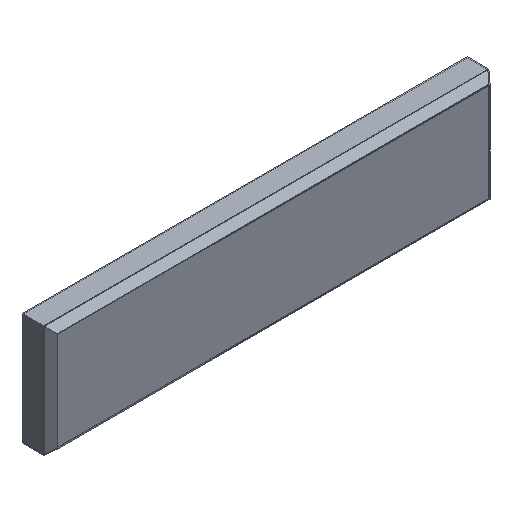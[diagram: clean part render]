
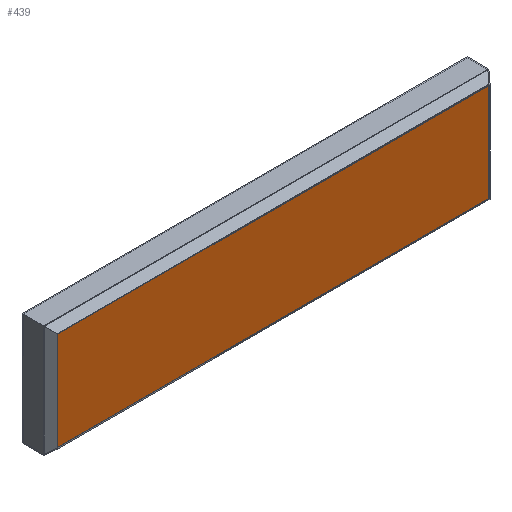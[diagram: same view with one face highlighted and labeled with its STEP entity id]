
A CAD part, isometric view. The second image highlights one B-rep face of the part: STEP entity #439.
In plain terms, the highlighted planar face has unit normal (0, -1, 0).
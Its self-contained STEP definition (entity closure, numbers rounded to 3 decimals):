
#3 = CARTESIAN_POINT ( 'NONE',  ( -76.09, -20., 57.117 ) ) ;
#51 = VECTOR ( 'NONE', #427, 1000. ) ;
#52 = LINE ( 'NONE', #3, #381 ) ;
#78 = CARTESIAN_POINT ( 'NONE',  ( -76.09, -20., 57.117 ) ) ;
#89 = ORIENTED_EDGE ( 'NONE', *, *, #382, .T. ) ;
#133 = VERTEX_POINT ( 'NONE', #207 ) ;
#193 = AXIS2_PLACEMENT_3D ( 'NONE', #452, #670, #375 ) ;
#207 = CARTESIAN_POINT ( 'NONE',  ( -76.09, -20., -214.098 ) ) ;
#209 = EDGE_LOOP ( 'NONE', ( #89, #651, #774, #562 ) ) ;
#237 = DIRECTION ( 'NONE',  ( 0., 0., 1. ) ) ;
#245 = EDGE_CURVE ( 'NONE', #619, #784, #763, .T. ) ;
#354 = CARTESIAN_POINT ( 'NONE',  ( 1115.125, -20., 57.117 ) ) ;
#369 = FACE_OUTER_BOUND ( 'NONE', #209, .T. ) ;
#375 = DIRECTION ( 'NONE',  ( 0., 0., -1. ) ) ;
#381 = VECTOR ( 'NONE', #665, 1000. ) ;
#382 = EDGE_CURVE ( 'NONE', #764, #133, #52, .T. ) ;
#415 = VECTOR ( 'NONE', #545, 1000. ) ;
#427 = DIRECTION ( 'NONE',  ( -1., 0., 0. ) ) ;
#439 = ADVANCED_FACE ( 'NONE', ( #369 ), #676, .T. ) ;
#452 = CARTESIAN_POINT ( 'NONE',  ( 0., -20., 0. ) ) ;
#532 = CARTESIAN_POINT ( 'NONE',  ( -76.09, -20., -214.098 ) ) ;
#541 = CARTESIAN_POINT ( 'NONE',  ( 1115.125, -20., 57.117 ) ) ;
#545 = DIRECTION ( 'NONE',  ( 1., 0., 0. ) ) ;
#562 = ORIENTED_EDGE ( 'NONE', *, *, #656, .T. ) ;
#575 = LINE ( 'NONE', #532, #415 ) ;
#619 = VERTEX_POINT ( 'NONE', #712 ) ;
#625 = EDGE_CURVE ( 'NONE', #133, #619, #575, .T. ) ;
#651 = ORIENTED_EDGE ( 'NONE', *, *, #625, .T. ) ;
#656 = EDGE_CURVE ( 'NONE', #784, #764, #706, .T. ) ;
#665 = DIRECTION ( 'NONE',  ( 0., 0., -1. ) ) ;
#670 = DIRECTION ( 'NONE',  ( 0., -1., 0. ) ) ;
#676 = PLANE ( 'NONE',  #193 ) ;
#698 = CARTESIAN_POINT ( 'NONE',  ( -76.09, -20., 57.117 ) ) ;
#706 = LINE ( 'NONE', #698, #51 ) ;
#712 = CARTESIAN_POINT ( 'NONE',  ( 1115.125, -20., -214.098 ) ) ;
#763 = LINE ( 'NONE', #541, #777 ) ;
#764 = VERTEX_POINT ( 'NONE', #78 ) ;
#774 = ORIENTED_EDGE ( 'NONE', *, *, #245, .T. ) ;
#777 = VECTOR ( 'NONE', #237, 1000. ) ;
#784 = VERTEX_POINT ( 'NONE', #354 ) ;
